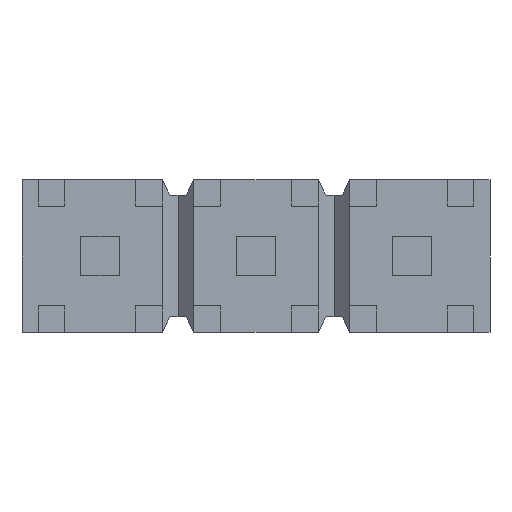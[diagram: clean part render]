
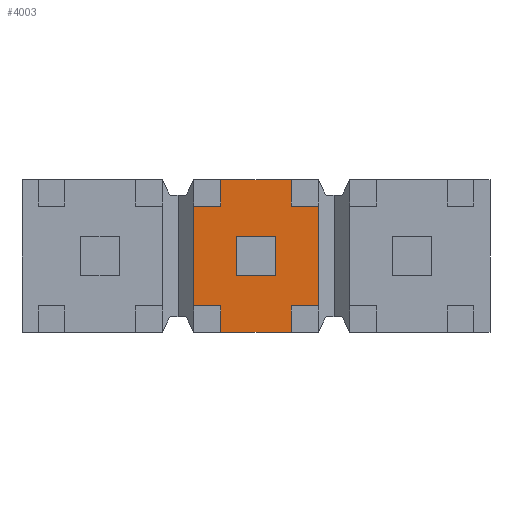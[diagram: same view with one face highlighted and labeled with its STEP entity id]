
A CAD part, front view. The second image highlights one B-rep face of the part: STEP entity #4003.
In plain terms, the highlighted planar face has unit normal (0, -1, 0).
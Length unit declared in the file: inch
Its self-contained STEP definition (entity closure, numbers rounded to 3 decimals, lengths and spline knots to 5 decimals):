
#33 = VERTEX_POINT ( 'NONE', #3893 ) ;
#42 = LINE ( 'NONE', #3074, #4013 ) ;
#108 = ORIENTED_EDGE ( 'NONE', *, *, #381, .F. ) ;
#128 = LINE ( 'NONE', #1404, #852 ) ;
#147 = ORIENTED_EDGE ( 'NONE', *, *, #363, .T. ) ;
#151 = DIRECTION ( 'NONE',  ( 0., 0., -1. ) ) ;
#161 = CARTESIAN_POINT ( 'NONE',  ( -0.0125, 0.02, -0.0125 ) ) ;
#211 = VECTOR ( 'NONE', #3020, 39.37008 ) ;
#233 = VECTOR ( 'NONE', #3331, 39.37008 ) ;
#261 = CARTESIAN_POINT ( 'NONE',  ( 0.04, 0.02, 0.3 ) ) ;
#271 = VECTOR ( 'NONE', #2680, 39.37008 ) ;
#299 = DIRECTION ( 'NONE',  ( 1., 0., 0. ) ) ;
#326 = LINE ( 'NONE', #2129, #1551 ) ;
#363 = EDGE_CURVE ( 'NONE', #817, #794, #42, .T. ) ;
#381 = EDGE_CURVE ( 'NONE', #1028, #794, #326, .T. ) ;
#462 = ORIENTED_EDGE ( 'NONE', *, *, #2977, .T. ) ;
#497 = DIRECTION ( 'NONE',  ( 0., 0., -1. ) ) ;
#501 = EDGE_LOOP ( 'NONE', ( #1476, #1646, #3498, #1239 ) ) ;
#536 = EDGE_CURVE ( 'NONE', #3758, #1636, #1782, .T. ) ;
#547 = CARTESIAN_POINT ( 'NONE',  ( 0.04, 0.02, 0.032 ) ) ;
#563 = PLANE ( 'NONE',  #977 ) ;
#602 = CARTESIAN_POINT ( 'NONE',  ( -0.04, 0.02, -0.032 ) ) ;
#630 = DIRECTION ( 'NONE',  ( 0., 0., -1. ) ) ;
#647 = DIRECTION ( 'NONE',  ( 0., 0., -1. ) ) ;
#648 = CARTESIAN_POINT ( 'NONE',  ( -0.15, 0.02, 0.049 ) ) ;
#656 = CARTESIAN_POINT ( 'NONE',  ( -0.04, 0.02, 0.3 ) ) ;
#706 = LINE ( 'NONE', #1572, #3188 ) ;
#739 = EDGE_LOOP ( 'NONE', ( #937, #2172, #3854, #462, #3456, #3259, #3236, #1179, #147, #108, #2361, #1282 ) ) ;
#775 = CARTESIAN_POINT ( 'NONE',  ( 0.0125, 0.02, 0.0125 ) ) ;
#794 = VERTEX_POINT ( 'NONE', #3167 ) ;
#817 = VERTEX_POINT ( 'NONE', #3790 ) ;
#852 = VECTOR ( 'NONE', #497, 39.37008 ) ;
#853 = LINE ( 'NONE', #2016, #3852 ) ;
#880 = EDGE_CURVE ( 'NONE', #1656, #1028, #2903, .T. ) ;
#895 = LINE ( 'NONE', #1623, #3550 ) ;
#903 = CARTESIAN_POINT ( 'NONE',  ( -0.0226, 0.02, -0.032 ) ) ;
#919 = CARTESIAN_POINT ( 'NONE',  ( -0.0226, 0.02, 0.032 ) ) ;
#929 = VERTEX_POINT ( 'NONE', #3506 ) ;
#937 = ORIENTED_EDGE ( 'NONE', *, *, #3181, .T. ) ;
#977 = AXIS2_PLACEMENT_3D ( 'NONE', #2734, #1506, #3661 ) ;
#996 = EDGE_CURVE ( 'NONE', #2164, #2299, #1053, .T. ) ;
#1028 = VERTEX_POINT ( 'NONE', #2273 ) ;
#1033 = CARTESIAN_POINT ( 'NONE',  ( 0.3, 0.02, -0.032 ) ) ;
#1053 = LINE ( 'NONE', #161, #1488 ) ;
#1101 = CARTESIAN_POINT ( 'NONE',  ( 0.3, 0.02, -0.032 ) ) ;
#1179 = ORIENTED_EDGE ( 'NONE', *, *, #3935, .T. ) ;
#1239 = ORIENTED_EDGE ( 'NONE', *, *, #2631, .F. ) ;
#1282 = ORIENTED_EDGE ( 'NONE', *, *, #3905, .F. ) ;
#1352 = VECTOR ( 'NONE', #2517, 39.37008 ) ;
#1404 = CARTESIAN_POINT ( 'NONE',  ( 0.0226, 0.02, 0.098 ) ) ;
#1418 = VERTEX_POINT ( 'NONE', #2379 ) ;
#1429 = CARTESIAN_POINT ( 'NONE',  ( 0.0125, 0.02, -0.0125 ) ) ;
#1476 = ORIENTED_EDGE ( 'NONE', *, *, #996, .F. ) ;
#1488 = VECTOR ( 'NONE', #151, 39.37008 ) ;
#1506 = DIRECTION ( 'NONE',  ( 0., -1., 0. ) ) ;
#1551 = VECTOR ( 'NONE', #630, 39.37008 ) ;
#1572 = CARTESIAN_POINT ( 'NONE',  ( -0.0226, 0.02, 0.098 ) ) ;
#1583 = LINE ( 'NONE', #1101, #1772 ) ;
#1619 = DIRECTION ( 'NONE',  ( 0., 0., 1. ) ) ;
#1623 = CARTESIAN_POINT ( 'NONE',  ( 0.3, 0.02, 0.032 ) ) ;
#1625 = DIRECTION ( 'NONE',  ( -1., 0., 0. ) ) ;
#1636 = VERTEX_POINT ( 'NONE', #2317 ) ;
#1646 = ORIENTED_EDGE ( 'NONE', *, *, #1660, .F. ) ;
#1649 = VECTOR ( 'NONE', #1619, 39.37008 ) ;
#1656 = VERTEX_POINT ( 'NONE', #3264 ) ;
#1658 = VERTEX_POINT ( 'NONE', #3174 ) ;
#1660 = EDGE_CURVE ( 'NONE', #1658, #2164, #2909, .T. ) ;
#1702 = CARTESIAN_POINT ( 'NONE',  ( 0.0226, 0.02, 0.032 ) ) ;
#1713 = DIRECTION ( 'NONE',  ( -1., 0., 0. ) ) ;
#1772 = VECTOR ( 'NONE', #3570, 39.37008 ) ;
#1782 = LINE ( 'NONE', #656, #1649 ) ;
#1807 = CARTESIAN_POINT ( 'NONE',  ( -0.0125, 0.02, 0.0125 ) ) ;
#1855 = LINE ( 'NONE', #2726, #211 ) ;
#1891 = DIRECTION ( 'NONE',  ( -1., 0., 0. ) ) ;
#2016 = CARTESIAN_POINT ( 'NONE',  ( 0.3, 0.02, 0.032 ) ) ;
#2129 = CARTESIAN_POINT ( 'NONE',  ( 0.0226, 0.02, 0.098 ) ) ;
#2145 = VECTOR ( 'NONE', #1891, 39.37008 ) ;
#2164 = VERTEX_POINT ( 'NONE', #1807 ) ;
#2172 = ORIENTED_EDGE ( 'NONE', *, *, #3480, .F. ) ;
#2215 = CARTESIAN_POINT ( 'NONE',  ( -0.0125, 0.02, 0.0125 ) ) ;
#2273 = CARTESIAN_POINT ( 'NONE',  ( 0.0226, 0.02, -0.032 ) ) ;
#2299 = VERTEX_POINT ( 'NONE', #3402 ) ;
#2317 = CARTESIAN_POINT ( 'NONE',  ( -0.04, 0.02, 0.032 ) ) ;
#2361 = ORIENTED_EDGE ( 'NONE', *, *, #880, .F. ) ;
#2363 = EDGE_CURVE ( 'NONE', #33, #929, #3191, .T. ) ;
#2379 = CARTESIAN_POINT ( 'NONE',  ( 0.0125, 0.02, -0.0125 ) ) ;
#2406 = VECTOR ( 'NONE', #1713, 39.37008 ) ;
#2460 = EDGE_CURVE ( 'NONE', #2946, #1636, #853, .T. ) ;
#2484 = FACE_BOUND ( 'NONE', #501, .T. ) ;
#2517 = DIRECTION ( 'NONE',  ( -1., 0., 0. ) ) ;
#2631 = EDGE_CURVE ( 'NONE', #2299, #1418, #3516, .T. ) ;
#2680 = DIRECTION ( 'NONE',  ( 1., 0., 0. ) ) ;
#2726 = CARTESIAN_POINT ( 'NONE',  ( -0.0226, 0.02, 0.098 ) ) ;
#2734 = CARTESIAN_POINT ( 'NONE',  ( 0.0226, 0.02, 0.098 ) ) ;
#2800 = VERTEX_POINT ( 'NONE', #903 ) ;
#2821 = VERTEX_POINT ( 'NONE', #547 ) ;
#2903 = LINE ( 'NONE', #1033, #1352 ) ;
#2909 = LINE ( 'NONE', #2215, #2406 ) ;
#2946 = VERTEX_POINT ( 'NONE', #919 ) ;
#2977 = EDGE_CURVE ( 'NONE', #929, #2946, #706, .T. ) ;
#3020 = DIRECTION ( 'NONE',  ( 0., 0., -1. ) ) ;
#3074 = CARTESIAN_POINT ( 'NONE',  ( 0.15, 0.02, -0.049 ) ) ;
#3136 = LINE ( 'NONE', #775, #3850 ) ;
#3167 = CARTESIAN_POINT ( 'NONE',  ( 0.0226, 0.02, -0.049 ) ) ;
#3174 = CARTESIAN_POINT ( 'NONE',  ( 0.0125, 0.02, 0.0125 ) ) ;
#3181 = EDGE_CURVE ( 'NONE', #2821, #3449, #895, .T. ) ;
#3188 = VECTOR ( 'NONE', #647, 39.37008 ) ;
#3191 = LINE ( 'NONE', #648, #2145 ) ;
#3236 = ORIENTED_EDGE ( 'NONE', *, *, #3454, .F. ) ;
#3259 = ORIENTED_EDGE ( 'NONE', *, *, #536, .F. ) ;
#3264 = CARTESIAN_POINT ( 'NONE',  ( 0.04, 0.02, -0.032 ) ) ;
#3331 = DIRECTION ( 'NONE',  ( 0., 0., -1. ) ) ;
#3388 = EDGE_CURVE ( 'NONE', #1418, #1658, #3136, .T. ) ;
#3402 = CARTESIAN_POINT ( 'NONE',  ( -0.0125, 0.02, -0.0125 ) ) ;
#3409 = FACE_OUTER_BOUND ( 'NONE', #739, .T. ) ;
#3416 = DIRECTION ( 'NONE',  ( -1., 0., 0. ) ) ;
#3449 = VERTEX_POINT ( 'NONE', #1702 ) ;
#3454 = EDGE_CURVE ( 'NONE', #2800, #3758, #1583, .T. ) ;
#3456 = ORIENTED_EDGE ( 'NONE', *, *, #2460, .T. ) ;
#3480 = EDGE_CURVE ( 'NONE', #33, #3449, #128, .T. ) ;
#3498 = ORIENTED_EDGE ( 'NONE', *, *, #3388, .F. ) ;
#3506 = CARTESIAN_POINT ( 'NONE',  ( -0.0226, 0.02, 0.049 ) ) ;
#3516 = LINE ( 'NONE', #1429, #271 ) ;
#3550 = VECTOR ( 'NONE', #3416, 39.37008 ) ;
#3570 = DIRECTION ( 'NONE',  ( -1., 0., 0. ) ) ;
#3661 = DIRECTION ( 'NONE',  ( 0., 0., -1. ) ) ;
#3758 = VERTEX_POINT ( 'NONE', #602 ) ;
#3790 = CARTESIAN_POINT ( 'NONE',  ( -0.0226, 0.02, -0.049 ) ) ;
#3850 = VECTOR ( 'NONE', #3901, 39.37008 ) ;
#3852 = VECTOR ( 'NONE', #1625, 39.37008 ) ;
#3854 = ORIENTED_EDGE ( 'NONE', *, *, #2363, .T. ) ;
#3866 = LINE ( 'NONE', #261, #233 ) ;
#3893 = CARTESIAN_POINT ( 'NONE',  ( 0.0226, 0.02, 0.049 ) ) ;
#3901 = DIRECTION ( 'NONE',  ( 0., 0., 1. ) ) ;
#3905 = EDGE_CURVE ( 'NONE', #2821, #1656, #3866, .T. ) ;
#3935 = EDGE_CURVE ( 'NONE', #2800, #817, #1855, .T. ) ;
#4003 = ADVANCED_FACE ( 'NONE', ( #3409, #2484 ), #563, .T. ) ;
#4013 = VECTOR ( 'NONE', #299, 39.37008 ) ;
